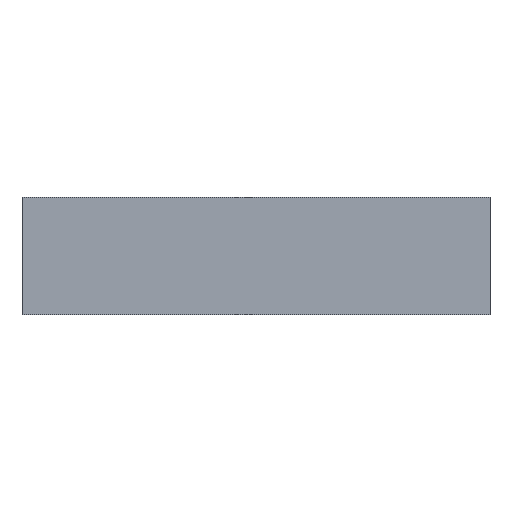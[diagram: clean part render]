
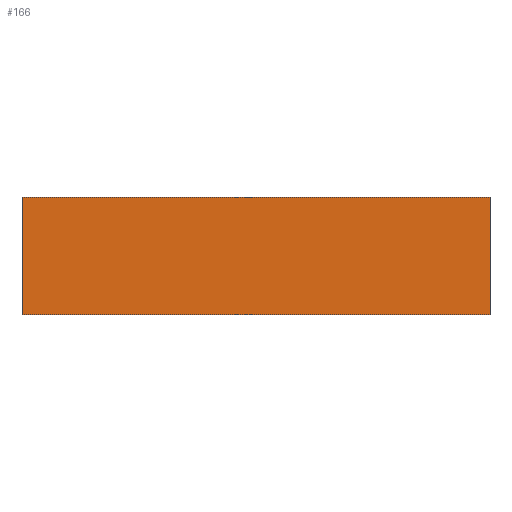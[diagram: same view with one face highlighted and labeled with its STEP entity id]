
A CAD part, front view. The second image highlights one B-rep face of the part: STEP entity #166.
In plain terms, the highlighted planar face has unit normal (0, -1, 0).
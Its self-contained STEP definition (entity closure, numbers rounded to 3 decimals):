
#36 = VECTOR ( 'NONE', #833, 1000. ) ;
#71 = CARTESIAN_POINT ( 'NONE',  ( 60., 0., 15. ) ) ;
#73 = PLANE ( 'NONE',  #321 ) ;
#94 = VECTOR ( 'NONE', #804, 1000. ) ;
#121 = EDGE_CURVE ( 'NONE', #870, #215, #632, .T. ) ;
#125 = EDGE_LOOP ( 'NONE', ( #596, #414, #1013, #794 ) ) ;
#166 = ADVANCED_FACE ( 'NONE', ( #1022 ), #73, .F. ) ;
#197 = DIRECTION ( 'NONE',  ( 1., 0., 0. ) ) ;
#215 = VERTEX_POINT ( 'NONE', #267 ) ;
#216 = CARTESIAN_POINT ( 'NONE',  ( 0., 0., 15. ) ) ;
#247 = EDGE_CURVE ( 'NONE', #215, #432, #996, .T. ) ;
#254 = LINE ( 'NONE', #429, #36 ) ;
#262 = VERTEX_POINT ( 'NONE', #280 ) ;
#267 = CARTESIAN_POINT ( 'NONE',  ( 0., 0., 0. ) ) ;
#280 = CARTESIAN_POINT ( 'NONE',  ( 60., 0., 15. ) ) ;
#320 = VECTOR ( 'NONE', #483, 1000. ) ;
#321 = AXIS2_PLACEMENT_3D ( 'NONE', #893, #562, #680 ) ;
#324 = VECTOR ( 'NONE', #197, 1000. ) ;
#334 = CARTESIAN_POINT ( 'NONE',  ( 60., 0., 0. ) ) ;
#414 = ORIENTED_EDGE ( 'NONE', *, *, #927, .F. ) ;
#429 = CARTESIAN_POINT ( 'NONE',  ( 0., 0., 15. ) ) ;
#432 = VERTEX_POINT ( 'NONE', #334 ) ;
#483 = DIRECTION ( 'NONE',  ( 0., 0., -1. ) ) ;
#488 = CARTESIAN_POINT ( 'NONE',  ( 0., 0., 15. ) ) ;
#493 = LINE ( 'NONE', #71, #94 ) ;
#562 = DIRECTION ( 'NONE',  ( 0., 1., 0. ) ) ;
#575 = EDGE_CURVE ( 'NONE', #870, #262, #254, .T. ) ;
#596 = ORIENTED_EDGE ( 'NONE', *, *, #247, .T. ) ;
#632 = LINE ( 'NONE', #488, #320 ) ;
#680 = DIRECTION ( 'NONE',  ( 0., 0., 1. ) ) ;
#794 = ORIENTED_EDGE ( 'NONE', *, *, #121, .T. ) ;
#804 = DIRECTION ( 'NONE',  ( 0., 0., -1. ) ) ;
#833 = DIRECTION ( 'NONE',  ( 1., 0., 0. ) ) ;
#846 = CARTESIAN_POINT ( 'NONE',  ( 0., 0., 0. ) ) ;
#870 = VERTEX_POINT ( 'NONE', #216 ) ;
#893 = CARTESIAN_POINT ( 'NONE',  ( 0., 0., 15. ) ) ;
#927 = EDGE_CURVE ( 'NONE', #262, #432, #493, .T. ) ;
#996 = LINE ( 'NONE', #846, #324 ) ;
#1013 = ORIENTED_EDGE ( 'NONE', *, *, #575, .F. ) ;
#1022 = FACE_OUTER_BOUND ( 'NONE', #125, .T. ) ;
